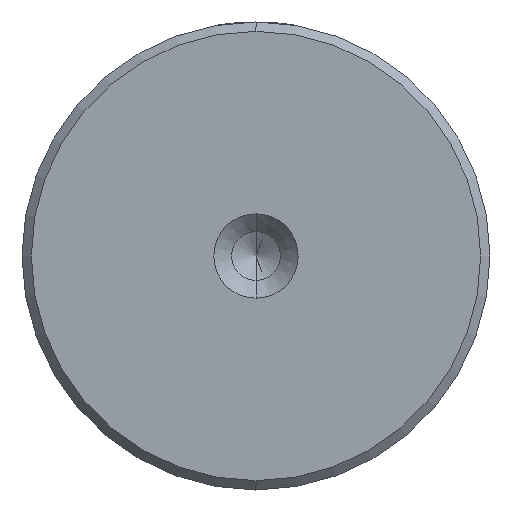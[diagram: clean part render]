
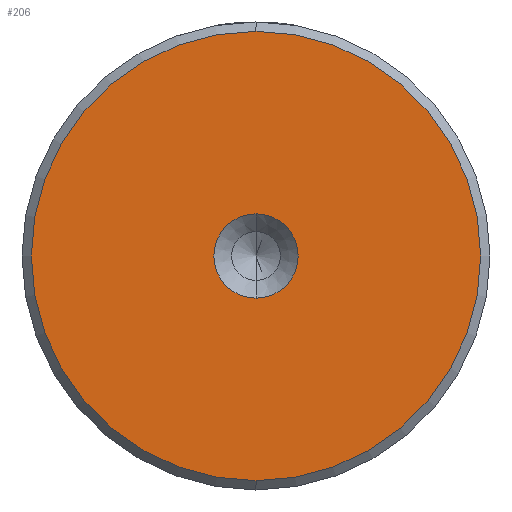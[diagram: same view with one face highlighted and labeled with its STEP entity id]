
A CAD part, left-side view. The second image highlights one B-rep face of the part: STEP entity #206.
In plain terms, the highlighted planar face has unit normal (-1, 0, 0).
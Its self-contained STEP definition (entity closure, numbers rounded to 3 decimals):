
#26 = VERTEX_POINT ( 'NONE', #182 ) ;
#53 = DIRECTION ( 'NONE',  ( -1., 0., 0. ) ) ;
#60 = DIRECTION ( 'NONE',  ( -1., 0., 0. ) ) ;
#182 = CARTESIAN_POINT ( 'NONE',  ( 0., 0., 12. ) ) ;
#206 = ADVANCED_FACE ( 'NONE', ( #1598, #220 ), #1521, .T. ) ;
#220 = FACE_BOUND ( 'NONE', #1630, .T. ) ;
#296 = CARTESIAN_POINT ( 'NONE',  ( 0., 0., -2.25 ) ) ;
#309 = ORIENTED_EDGE ( 'NONE', *, *, #960, .T. ) ;
#535 = ORIENTED_EDGE ( 'NONE', *, *, #1375, .T. ) ;
#630 = EDGE_LOOP ( 'NONE', ( #535, #309 ) ) ;
#692 = VERTEX_POINT ( 'NONE', #1576 ) ;
#710 = EDGE_CURVE ( 'NONE', #886, #692, #875, .T. ) ;
#745 = AXIS2_PLACEMENT_3D ( 'NONE', #1121, #60, #1296 ) ;
#875 = CIRCLE ( 'NONE', #1835, 2.25 ) ;
#886 = VERTEX_POINT ( 'NONE', #296 ) ;
#937 = CIRCLE ( 'NONE', #1555, 2.25 ) ;
#954 = CARTESIAN_POINT ( 'NONE',  ( 0., 0., 0. ) ) ;
#960 = EDGE_CURVE ( 'NONE', #26, #1882, #2145, .T. ) ;
#1081 = CARTESIAN_POINT ( 'NONE',  ( 0., 0., -12. ) ) ;
#1110 = CARTESIAN_POINT ( 'NONE',  ( 0., 0., 0. ) ) ;
#1116 = DIRECTION ( 'NONE',  ( 0., 0., 1. ) ) ;
#1121 = CARTESIAN_POINT ( 'NONE',  ( 0., 0., 0. ) ) ;
#1144 = AXIS2_PLACEMENT_3D ( 'NONE', #1850, #1510, #1501 ) ;
#1285 = DIRECTION ( 'NONE',  ( 0., 0., 1. ) ) ;
#1296 = DIRECTION ( 'NONE',  ( 0., 0., 1. ) ) ;
#1375 = EDGE_CURVE ( 'NONE', #1882, #26, #1435, .T. ) ;
#1387 = DIRECTION ( 'NONE',  ( 0., 0., 1. ) ) ;
#1400 = DIRECTION ( 'NONE',  ( -1., 0., 0. ) ) ;
#1407 = CARTESIAN_POINT ( 'NONE',  ( 0., 0., 0. ) ) ;
#1435 = CIRCLE ( 'NONE', #745, 12. ) ;
#1501 = DIRECTION ( 'NONE',  ( 0., 0., 1. ) ) ;
#1510 = DIRECTION ( 'NONE',  ( -1., 0., 0. ) ) ;
#1521 = PLANE ( 'NONE',  #1144 ) ;
#1555 = AXIS2_PLACEMENT_3D ( 'NONE', #954, #2151, #1116 ) ;
#1576 = CARTESIAN_POINT ( 'NONE',  ( 0., 0., 2.25 ) ) ;
#1598 = FACE_OUTER_BOUND ( 'NONE', #630, .T. ) ;
#1630 = EDGE_LOOP ( 'NONE', ( #1716, #1801 ) ) ;
#1716 = ORIENTED_EDGE ( 'NONE', *, *, #2188, .F. ) ;
#1801 = ORIENTED_EDGE ( 'NONE', *, *, #710, .F. ) ;
#1835 = AXIS2_PLACEMENT_3D ( 'NONE', #1407, #1400, #1387 ) ;
#1850 = CARTESIAN_POINT ( 'NONE',  ( 0., 0., 0. ) ) ;
#1882 = VERTEX_POINT ( 'NONE', #1081 ) ;
#2037 = AXIS2_PLACEMENT_3D ( 'NONE', #1110, #53, #1285 ) ;
#2145 = CIRCLE ( 'NONE', #2037, 12. ) ;
#2151 = DIRECTION ( 'NONE',  ( -1., 0., 0. ) ) ;
#2188 = EDGE_CURVE ( 'NONE', #692, #886, #937, .T. ) ;
